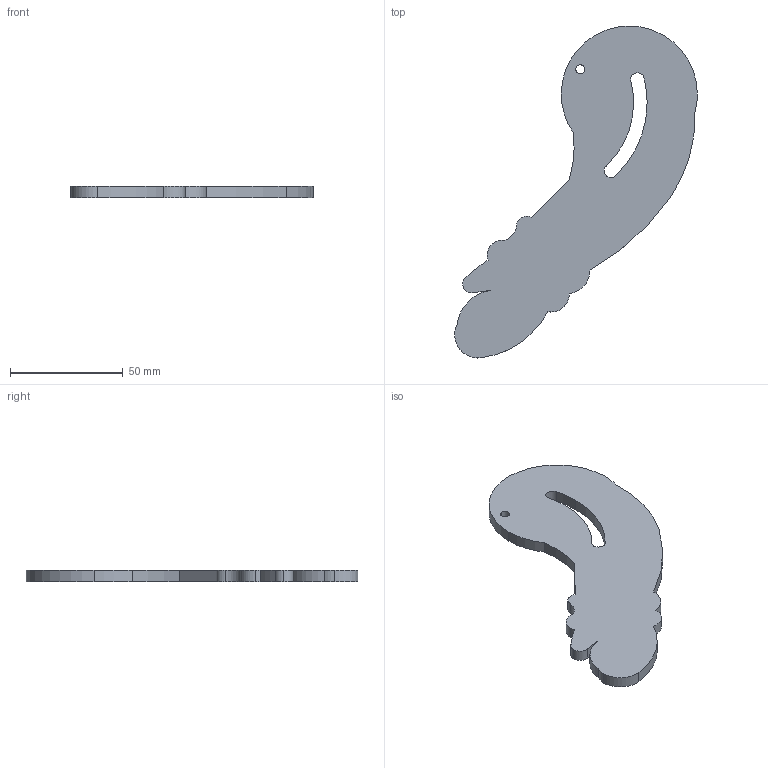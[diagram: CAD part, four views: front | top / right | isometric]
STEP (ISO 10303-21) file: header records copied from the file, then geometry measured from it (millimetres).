
FILE_DESCRIPTION (( 'STEP AP203' ), '1' );
FILE_NAME ('Brazo Simple.STEP', '2025-12-08T21:16:09', ( '' ), ( '' ), 'SwSTEP 2.0', 'SolidWorks 2022', '' );
FILE_SCHEMA (( 'CONFIG_CONTROL_DESIGN' ));
Length unit declared in the file: millimetre
Products named in the file (1): Brazo Simple
Bounding box: 107.65 x 147.29 x 5 mm (x, y, z)
Volume: 34512.5 mm3; surface area: 16546.8 mm2
Topology: 1 solids, 1 shells, 31 faces, 87 edges, 58 vertices
Faces by surface type: cylinder 27, plane 4
Entity records: 1120 total; most frequent: DIRECTION 205, CARTESIAN_POINT 177, ORIENTED_EDGE 174, EDGE_CURVE 87, AXIS2_PLACEMENT_3D 86, VERTEX_POINT 58, CIRCLE 54, EDGE_LOOP 35
